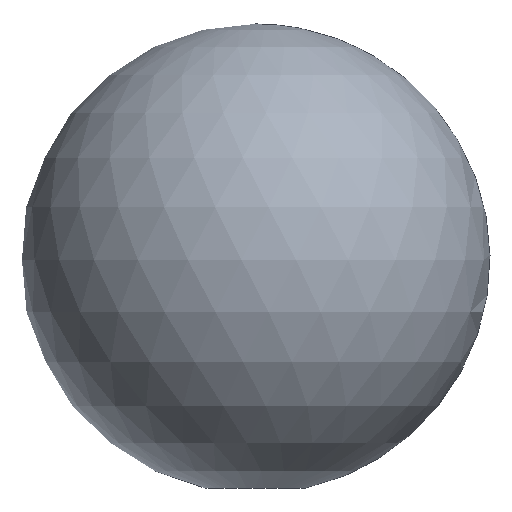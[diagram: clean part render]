
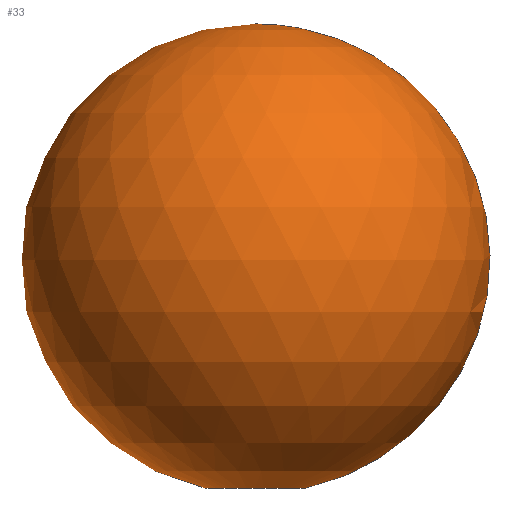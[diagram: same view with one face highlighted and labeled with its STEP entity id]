
A CAD part, front view. The second image highlights one B-rep face of the part: STEP entity #33.
In plain terms, the highlighted spherical face has radius 10 mm.
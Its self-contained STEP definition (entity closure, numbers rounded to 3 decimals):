
#33 = ADVANCED_FACE( '', ( #64 ), #65, .T. );
#64 = FACE_OUTER_BOUND( '', #90, .T. );
#65 = SPHERICAL_SURFACE( '', #91, 10. );
#90 = EDGE_LOOP( '', ( #114 ) );
#91 = AXIS2_PLACEMENT_3D( '', #115, #116, #117 );
#114 = ORIENTED_EDGE( '', *, *, #132, .T. );
#115 = CARTESIAN_POINT( '', ( 0., 0., 10. ) );
#116 = DIRECTION( '', ( 0., 0., 1. ) );
#117 = DIRECTION( '', ( 1., 0., 0. ) );
#132 = EDGE_CURVE( '', #143, #143, #144, .T. );
#143 = VERTEX_POINT( '', #156 );
#144 = CIRCLE( '', #157, 2.136 );
#156 = CARTESIAN_POINT( '', ( 2.136, 0., 0.231 ) );
#157 = AXIS2_PLACEMENT_3D( '', #169, #170, #171 );
#169 = CARTESIAN_POINT( '', ( 0., 0., 0.231 ) );
#170 = DIRECTION( '', ( 0., 0., 1. ) );
#171 = DIRECTION( '', ( 1., 0., 0. ) );
